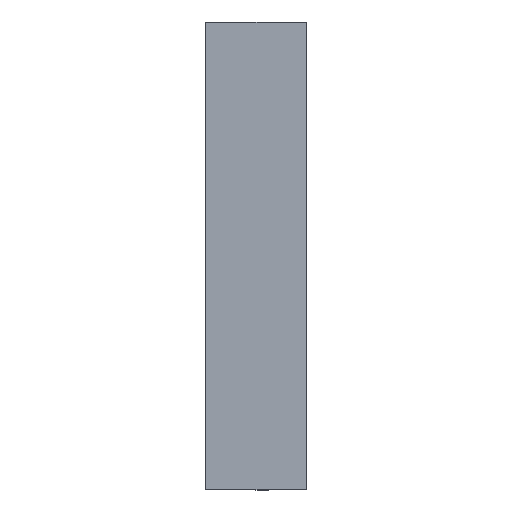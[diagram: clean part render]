
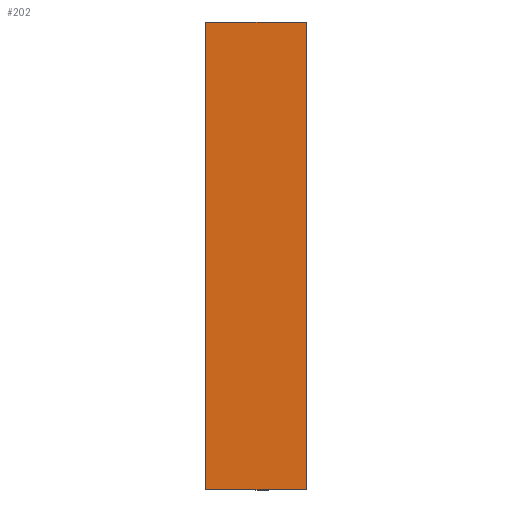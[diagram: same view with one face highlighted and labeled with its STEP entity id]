
A CAD part, front view. The second image highlights one B-rep face of the part: STEP entity #202.
In plain terms, the highlighted planar face has unit normal (0, -1, 0).
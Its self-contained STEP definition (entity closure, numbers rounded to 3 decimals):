
#4 = VERTEX_POINT ( 'NONE', #725 ) ;
#19 = EDGE_CURVE ( 'NONE', #407, #4, #365, .T. ) ;
#33 = DIRECTION ( 'NONE',  ( 1., 0., 0. ) ) ;
#56 = VECTOR ( 'NONE', #766, 1000. ) ;
#59 = EDGE_CURVE ( 'NONE', #4, #117, #809, .T. ) ;
#117 = VERTEX_POINT ( 'NONE', #806 ) ;
#120 = CARTESIAN_POINT ( 'NONE',  ( 112.51, -120.074, -3. ) ) ;
#139 = PLANE ( 'NONE',  #247 ) ;
#168 = ORIENTED_EDGE ( 'NONE', *, *, #59, .F. ) ;
#192 = EDGE_CURVE ( 'NONE', #445, #407, #421, .T. ) ;
#199 = ORIENTED_EDGE ( 'NONE', *, *, #228, .F. ) ;
#202 = ADVANCED_FACE ( 'NONE', ( #761 ), #139, .F. ) ;
#228 = EDGE_CURVE ( 'NONE', #117, #445, #831, .T. ) ;
#247 = AXIS2_PLACEMENT_3D ( 'NONE', #688, #623, #825 ) ;
#346 = DIRECTION ( 'NONE',  ( 0., 0., 1. ) ) ;
#365 = LINE ( 'NONE', #120, #681 ) ;
#407 = VERTEX_POINT ( 'NONE', #575 ) ;
#421 = LINE ( 'NONE', #553, #56 ) ;
#445 = VERTEX_POINT ( 'NONE', #599 ) ;
#450 = VECTOR ( 'NONE', #346, 1000. ) ;
#475 = VECTOR ( 'NONE', #33, 1000. ) ;
#522 = ORIENTED_EDGE ( 'NONE', *, *, #19, .F. ) ;
#534 = CARTESIAN_POINT ( 'NONE',  ( -72.5, -120.074, 313.369 ) ) ;
#553 = CARTESIAN_POINT ( 'NONE',  ( -37.5, -120.074, 4.5 ) ) ;
#565 = CARTESIAN_POINT ( 'NONE',  ( -112.5, -120.074, 4.5 ) ) ;
#575 = CARTESIAN_POINT ( 'NONE',  ( -37.5, -120.074, -3. ) ) ;
#599 = CARTESIAN_POINT ( 'NONE',  ( -37.5, -120.074, 4.5 ) ) ;
#623 = DIRECTION ( 'NONE',  ( 0., 1., 0. ) ) ;
#650 = ORIENTED_EDGE ( 'NONE', *, *, #192, .F. ) ;
#681 = VECTOR ( 'NONE', #729, 1000. ) ;
#688 = CARTESIAN_POINT ( 'NONE',  ( 112.51, -120.074, 4.5 ) ) ;
#725 = CARTESIAN_POINT ( 'NONE',  ( -72.5, -120.074, -3. ) ) ;
#729 = DIRECTION ( 'NONE',  ( -1., 0., 0. ) ) ;
#761 = FACE_OUTER_BOUND ( 'NONE', #784, .T. ) ;
#766 = DIRECTION ( 'NONE',  ( 0., 0., -1. ) ) ;
#784 = EDGE_LOOP ( 'NONE', ( #168, #522, #650, #199 ) ) ;
#806 = CARTESIAN_POINT ( 'NONE',  ( -72.5, -120.074, 4.5 ) ) ;
#809 = LINE ( 'NONE', #534, #450 ) ;
#825 = DIRECTION ( 'NONE',  ( 0., 0., -1. ) ) ;
#831 = LINE ( 'NONE', #565, #475 ) ;
